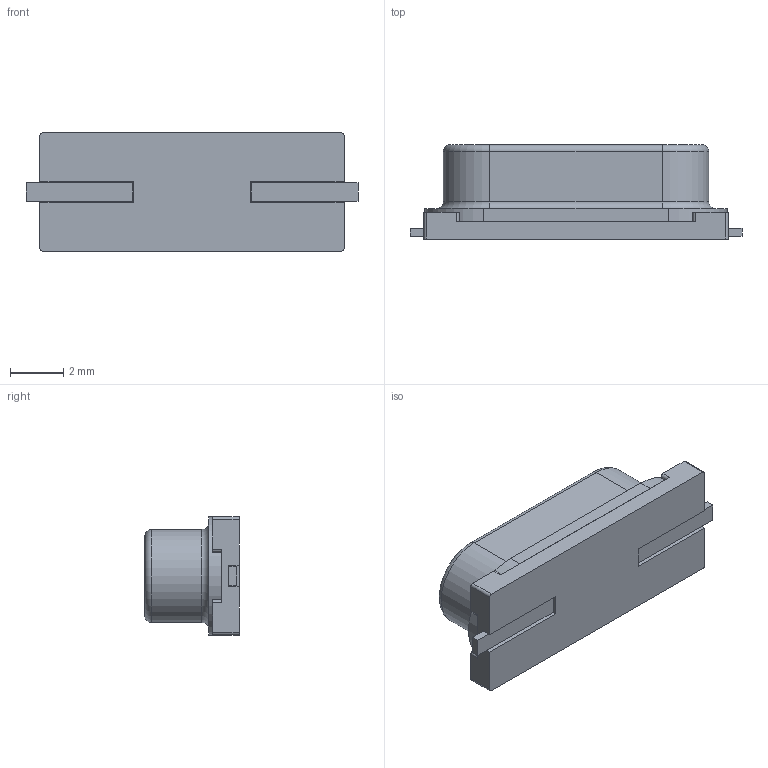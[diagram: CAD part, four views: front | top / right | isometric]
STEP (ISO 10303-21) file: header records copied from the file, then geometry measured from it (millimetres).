
FILE_DESCRIPTION (( 'STEP AP214' ), '1' );
FILE_NAME ('Êðèñòàëë 4096 Ì49 SMD.STEP', '2024-10-31T13:36:55', ( '' ), ( '' ), 'SwSTEP 2.0', 'SolidWorks 2021', '' );
FILE_SCHEMA (( 'AUTOMOTIVE_DESIGN' ));
Length unit declared in the file: millimetre
Products named in the file (1): Êðèñòàëë 4096 Ì49 SMD
Bounding box: 12.5 x 3.55 x 4.45 mm (x, y, z)
Volume: 134.7 mm3; surface area: 311.1 mm2
Topology: 4 solids, 4 shells, 251 faces, 688 edges, 456 vertices
Faces by surface type: plane 173, bspline 44, cylinder 30, torus 4
Entity records: 11640 total; most frequent: CARTESIAN_POINT 2680, ORIENTED_EDGE 1376, DIRECTION 1080, EDGE_CURVE 688, LINE 536, VECTOR 536, VERTEX_POINT 456, AXIS2_PLACEMENT_3D 272
